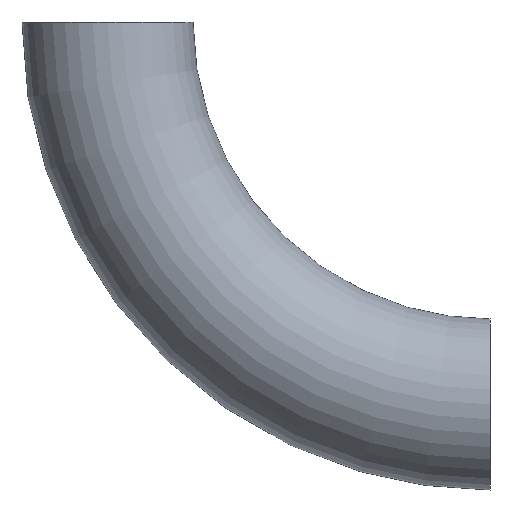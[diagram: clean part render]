
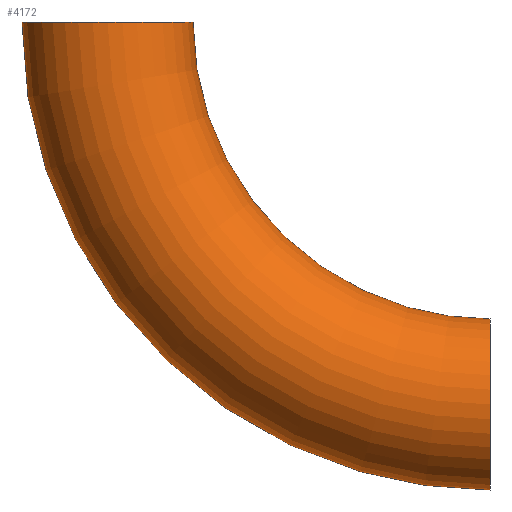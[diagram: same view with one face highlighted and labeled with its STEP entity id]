
A CAD part, left-side view. The second image highlights one B-rep face of the part: STEP entity #4172.
In plain terms, the highlighted toroidal (fillet/blend) face has major radius 108 mm and minor radius 24.15 mm.
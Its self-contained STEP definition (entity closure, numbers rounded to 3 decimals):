
#85 = DIRECTION ( 'NONE',  ( -1., 0., 0. ) ) ;
#698 = CIRCLE ( 'NONE', #1892, 24.15 ) ;
#1197 = DIRECTION ( 'NONE',  ( 0., 0., 1. ) ) ;
#1353 = ORIENTED_EDGE ( 'NONE', *, *, #9761, .F. ) ;
#1892 = AXIS2_PLACEMENT_3D ( 'NONE', #9953, #8947, #9880 ) ;
#1989 = AXIS2_PLACEMENT_3D ( 'NONE', #5056, #85, #9232 ) ;
#2101 = DIRECTION ( 'NONE',  ( 0., 1., 0. ) ) ;
#2397 = CARTESIAN_POINT ( 'NONE',  ( 0., 0., -83.85 ) ) ;
#2435 = CARTESIAN_POINT ( 'NONE',  ( 0., 83.85, 0. ) ) ;
#2855 = EDGE_CURVE ( 'NONE', #5104, #5104, #7220, .T. ) ;
#2902 = EDGE_LOOP ( 'NONE', ( #1353 ) ) ;
#3491 = EDGE_LOOP ( 'NONE', ( #6735 ) ) ;
#3548 = FACE_OUTER_BOUND ( 'NONE', #2902, .T. ) ;
#4172 = ADVANCED_FACE ( 'NONE', ( #3548, #7007 ), #8700, .T. ) ;
#5056 = CARTESIAN_POINT ( 'NONE',  ( 0., 0., 0. ) ) ;
#5104 = VERTEX_POINT ( 'NONE', #2397 ) ;
#6735 = ORIENTED_EDGE ( 'NONE', *, *, #2855, .T. ) ;
#7007 = FACE_OUTER_BOUND ( 'NONE', #3491, .T. ) ;
#7220 = CIRCLE ( 'NONE', #8209, 24.15 ) ;
#7614 = VERTEX_POINT ( 'NONE', #2435 ) ;
#8209 = AXIS2_PLACEMENT_3D ( 'NONE', #9801, #2101, #1197 ) ;
#8700 = TOROIDAL_SURFACE ( 'NONE', #1989, 108., 24.15 ) ;
#8947 = DIRECTION ( 'NONE',  ( 0., 0., 1. ) ) ;
#9232 = DIRECTION ( 'NONE',  ( 0., 0., 1. ) ) ;
#9761 = EDGE_CURVE ( 'NONE', #7614, #7614, #698, .T. ) ;
#9801 = CARTESIAN_POINT ( 'NONE',  ( 0., 0., -108. ) ) ;
#9880 = DIRECTION ( 'NONE',  ( 0., -1., 0. ) ) ;
#9953 = CARTESIAN_POINT ( 'NONE',  ( 0., 108., 0. ) ) ;
